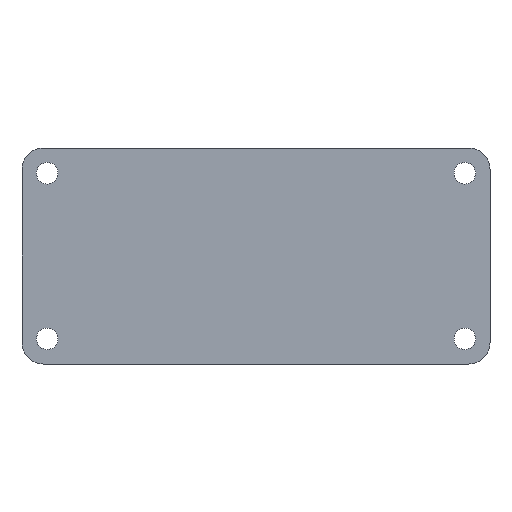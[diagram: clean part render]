
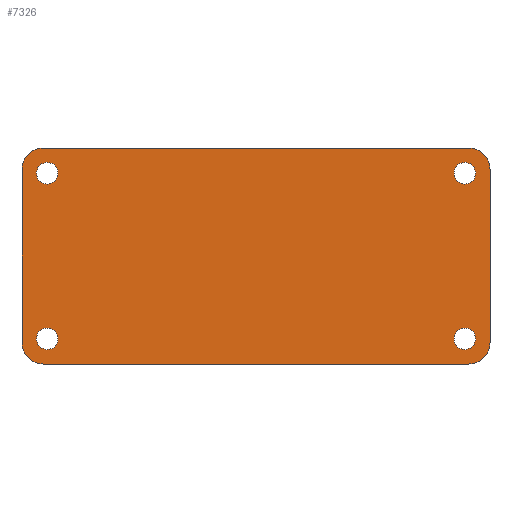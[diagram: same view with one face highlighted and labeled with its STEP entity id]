
A CAD part, front view. The second image highlights one B-rep face of the part: STEP entity #7326.
In plain terms, the highlighted planar face has unit normal (0, -1, 0).
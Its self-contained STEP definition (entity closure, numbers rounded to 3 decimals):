
#1099=FACE_BOUND('',#1649,.T.);
#1100=FACE_BOUND('',#1650,.T.);
#1101=FACE_BOUND('',#1651,.T.);
#1102=FACE_BOUND('',#1652,.T.);
#1152=CIRCLE('',#7790,1.5);
#1153=CIRCLE('',#7792,1.5);
#1154=CIRCLE('',#7794,1.5);
#1155=CIRCLE('',#7796,1.5);
#1156=CIRCLE('',#7798,3.);
#1157=CIRCLE('',#7801,3.);
#1158=CIRCLE('',#7804,3.);
#1159=CIRCLE('',#7806,3.);
#1210=FACE_OUTER_BOUND('',#1648,.T.);
#1648=EDGE_LOOP('',(#5014,#5015,#5016,#5017,#5018,#5019,#5020,#5021));
#1649=EDGE_LOOP('',(#5022));
#1650=EDGE_LOOP('',(#5023));
#1651=EDGE_LOOP('',(#5024));
#1652=EDGE_LOOP('',(#5025));
#2124=LINE('',#8654,#2549);
#2127=LINE('',#8663,#2552);
#2131=LINE('',#8674,#2556);
#2132=LINE('',#8675,#2557);
#2549=VECTOR('',#7998,10.);
#2552=VECTOR('',#8007,10.);
#2556=VECTOR('',#8021,10.);
#2557=VECTOR('',#8022,10.);
#2975=VERTEX_POINT('',#8630);
#2976=VERTEX_POINT('',#8634);
#2977=VERTEX_POINT('',#8638);
#2978=VERTEX_POINT('',#8642);
#2979=VERTEX_POINT('',#8646);
#2980=VERTEX_POINT('',#8647);
#2981=VERTEX_POINT('',#8652);
#2982=VERTEX_POINT('',#8656);
#2983=VERTEX_POINT('',#8657);
#2984=VERTEX_POINT('',#8662);
#2985=VERTEX_POINT('',#8666);
#2986=VERTEX_POINT('',#8670);
#3770=EDGE_CURVE('',#2975,#2975,#1152,.T.);
#3772=EDGE_CURVE('',#2976,#2976,#1153,.T.);
#3774=EDGE_CURVE('',#2977,#2977,#1154,.T.);
#3776=EDGE_CURVE('',#2978,#2978,#1155,.T.);
#3777=EDGE_CURVE('',#2979,#2980,#1156,.T.);
#3781=EDGE_CURVE('',#2979,#2981,#2124,.T.);
#3782=EDGE_CURVE('',#2982,#2983,#1157,.T.);
#3785=EDGE_CURVE('',#2984,#2983,#2127,.T.);
#3787=EDGE_CURVE('',#2984,#2985,#1158,.T.);
#3789=EDGE_CURVE('',#2986,#2981,#1159,.T.);
#3791=EDGE_CURVE('',#2986,#2985,#2131,.T.);
#3792=EDGE_CURVE('',#2982,#2980,#2132,.T.);
#5014=ORIENTED_EDGE('',*,*,#3777,.F.);
#5015=ORIENTED_EDGE('',*,*,#3781,.T.);
#5016=ORIENTED_EDGE('',*,*,#3789,.F.);
#5017=ORIENTED_EDGE('',*,*,#3791,.T.);
#5018=ORIENTED_EDGE('',*,*,#3787,.F.);
#5019=ORIENTED_EDGE('',*,*,#3785,.T.);
#5020=ORIENTED_EDGE('',*,*,#3782,.F.);
#5021=ORIENTED_EDGE('',*,*,#3792,.T.);
#5022=ORIENTED_EDGE('',*,*,#3770,.T.);
#5023=ORIENTED_EDGE('',*,*,#3772,.T.);
#5024=ORIENTED_EDGE('',*,*,#3774,.T.);
#5025=ORIENTED_EDGE('',*,*,#3776,.T.);
#7250=PLANE('',#7807);
#7326=ADVANCED_FACE('',(#1210,#1099,#1100,#1101,#1102),#7250,.F.);
#7790=AXIS2_PLACEMENT_3D('',#8632,#7972,#7973);
#7792=AXIS2_PLACEMENT_3D('',#8636,#7977,#7978);
#7794=AXIS2_PLACEMENT_3D('',#8640,#7982,#7983);
#7796=AXIS2_PLACEMENT_3D('',#8644,#7987,#7988);
#7798=AXIS2_PLACEMENT_3D('',#8648,#7991,#7992);
#7801=AXIS2_PLACEMENT_3D('',#8658,#8001,#8002);
#7804=AXIS2_PLACEMENT_3D('',#8667,#8011,#8012);
#7806=AXIS2_PLACEMENT_3D('',#8671,#8016,#8017);
#7807=AXIS2_PLACEMENT_3D('',#8673,#8019,#8020);
#7972=DIRECTION('center_axis',(0.,1.,0.));
#7973=DIRECTION('ref_axis',(0.,0.,1.));
#7977=DIRECTION('center_axis',(0.,1.,0.));
#7978=DIRECTION('ref_axis',(0.,0.,1.));
#7982=DIRECTION('center_axis',(0.,1.,0.));
#7983=DIRECTION('ref_axis',(0.,0.,1.));
#7987=DIRECTION('center_axis',(0.,1.,0.));
#7988=DIRECTION('ref_axis',(0.,0.,1.));
#7991=DIRECTION('center_axis',(0.,1.,0.));
#7992=DIRECTION('ref_axis',(0.707,0.,0.707));
#7998=DIRECTION('',(-1.,0.,0.));
#8001=DIRECTION('center_axis',(0.,1.,0.));
#8002=DIRECTION('ref_axis',(0.707,0.,-0.707));
#8007=DIRECTION('',(1.,0.,0.));
#8011=DIRECTION('center_axis',(0.,1.,0.));
#8012=DIRECTION('ref_axis',(-0.707,0.,-0.707));
#8016=DIRECTION('center_axis',(0.,1.,0.));
#8017=DIRECTION('ref_axis',(-0.707,0.,0.707));
#8019=DIRECTION('center_axis',(0.,1.,0.));
#8020=DIRECTION('ref_axis',(0.,0.,1.));
#8021=DIRECTION('',(0.,0.,-1.));
#8022=DIRECTION('',(0.,0.,1.));
#8630=CARTESIAN_POINT('',(61.5,0.,2.));
#8632=CARTESIAN_POINT('Origin',(61.5,0.,3.5));
#8634=CARTESIAN_POINT('',(61.5,0.,25.));
#8636=CARTESIAN_POINT('Origin',(61.5,0.,26.5));
#8638=CARTESIAN_POINT('',(3.5,0.,25.));
#8640=CARTESIAN_POINT('Origin',(3.5,0.,26.5));
#8642=CARTESIAN_POINT('',(3.5,0.,2.));
#8644=CARTESIAN_POINT('Origin',(3.5,0.,3.5));
#8646=CARTESIAN_POINT('',(62.,0.,30.));
#8647=CARTESIAN_POINT('',(65.,0.,27.));
#8648=CARTESIAN_POINT('Origin',(62.,0.,27.));
#8652=CARTESIAN_POINT('',(3.,0.,30.));
#8654=CARTESIAN_POINT('',(32.5,0.,30.));
#8656=CARTESIAN_POINT('',(65.,0.,3.));
#8657=CARTESIAN_POINT('',(62.,0.,0.));
#8658=CARTESIAN_POINT('Origin',(62.,0.,3.));
#8662=CARTESIAN_POINT('',(3.,0.,0.));
#8663=CARTESIAN_POINT('',(32.5,0.,0.));
#8666=CARTESIAN_POINT('',(0.,0.,3.));
#8667=CARTESIAN_POINT('Origin',(3.,0.,3.));
#8670=CARTESIAN_POINT('',(0.,0.,27.));
#8671=CARTESIAN_POINT('Origin',(3.,0.,27.));
#8673=CARTESIAN_POINT('Origin',(32.5,0.,15.));
#8674=CARTESIAN_POINT('',(0.,0.,15.));
#8675=CARTESIAN_POINT('',(65.,0.,15.));
